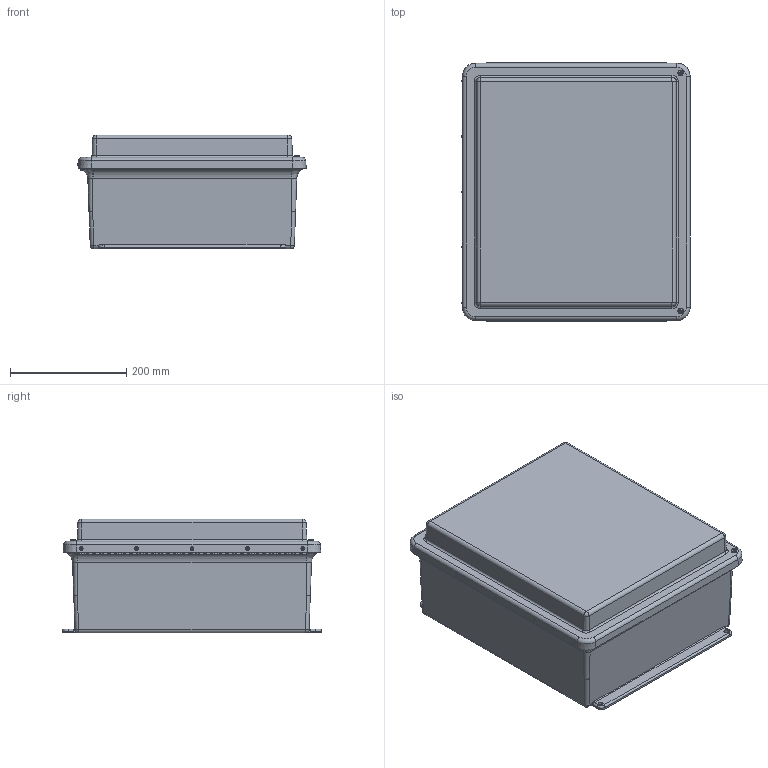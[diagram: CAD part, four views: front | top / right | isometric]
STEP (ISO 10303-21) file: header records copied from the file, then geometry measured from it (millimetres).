
FILE_DESCRIPTION(/* description */ (''),/* implementation_level */ '2;1');
FILE_NAME(/* name */ 'HW-RHJ161407CHSC.stp',/* time_stamp */ '2014-04-04T14:29:16-05:00',/* author */ ('jtigges'),/* organization */ (''),/* preprocessor_version */ 'ST-DEVELOPER v15.2',/* originating_system */ 'Autodesk Inventor 2014',/* authorisation */ '');
FILE_SCHEMA (('AUTOMOTIVE_DESIGN { 1 0 10303 214 3 1 1 }'));
Length unit declared in the file: inch
Products named in the file (18): J1614HW_3; RMINS45821P_115; RMINS45821P_116; RMINS45821P_117; RMINS45821P_118; RMINS45821P_119; RMINS45821P_120; J1614BHW; RMHINGCOV15; RMHINGPIN15; RMHINGBOX15; RMHING15; RJ1614HWCVR; GASKET_1614; WP1614HWU; RMSC10X063PHCPH; RMRIV43; RJ1614HW_STP
Bounding box: 392.52 x 445.29 x 195.51 mm (x, y, z)
Volume: 2404670.1 mm3; surface area: 1355612.2 mm2
Topology: 24 solids, 24 shells, 965 faces, 2452 edges, 1565 vertices
Faces by surface type: cylinder 370, plane 364, cone 139, torus 44, bspline 40, sphere 8
Full cylindrical faces by diameter (mm): 2.159 x63, 3.175 x10, 3.327 x10, 3.556 x10, 3.683 x2, 3.861 x8, 3.962 x7, 3.967 x40, 4.826 x40, 5.537 x4, 6.35 x10, 6.858 x6
Entity records: 25515 total; most frequent: CARTESIAN_POINT 5697, DIRECTION 4244, ORIENTED_EDGE 3656, EDGE_CURVE 1828, AXIS2_PLACEMENT_3D 1639, VERTEX_POINT 1280, EDGE_LOOP 1212, LINE 966
